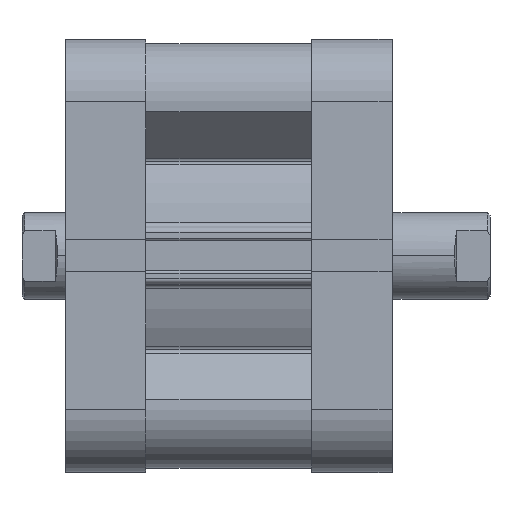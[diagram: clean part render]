
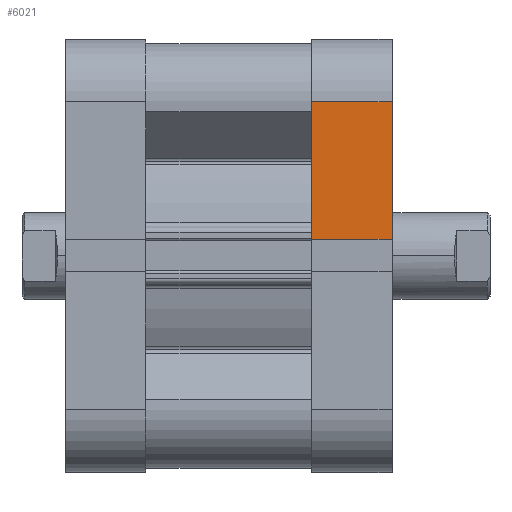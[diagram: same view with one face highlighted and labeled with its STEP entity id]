
A CAD part, top view. The second image highlights one B-rep face of the part: STEP entity #6021.
In plain terms, the highlighted planar face has unit normal (0, 0, 1).
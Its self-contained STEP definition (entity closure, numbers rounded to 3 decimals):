
#69 = VERTEX_POINT ( 'NONE', #3049 ) ;
#156 = VERTEX_POINT ( 'NONE', #3136 ) ;
#511 = EDGE_LOOP ( 'NONE', ( #746, #744, #742, #741 ) ) ;
#741 = ORIENTED_EDGE ( 'NONE', *, *, #1318, .T. ) ;
#742 = ORIENTED_EDGE ( 'NONE', *, *, #1301, .T. ) ;
#744 = ORIENTED_EDGE ( 'NONE', *, *, #1316, .T. ) ;
#746 = ORIENTED_EDGE ( 'NONE', *, *, #1317, .F. ) ;
#1301 = EDGE_CURVE ( 'NONE', #156, #69, #6451, .T. ) ;
#1316 = EDGE_CURVE ( 'NONE', #7766, #156, #6479, .T. ) ;
#1317 = EDGE_CURVE ( 'NONE', #7766, #7759, #6481, .T. ) ;
#1318 = EDGE_CURVE ( 'NONE', #69, #7759, #6483, .T. ) ;
#3049 = CARTESIAN_POINT ( 'NONE',  ( -27.821, -28.25, 39.75 ) ) ;
#3136 = CARTESIAN_POINT ( 'NONE',  ( -27.821, -2.97, 39.75 ) ) ;
#4526 = AXIS2_PLACEMENT_3D ( 'NONE', #5690, #5697, #5698 ) ;
#5127 = CARTESIAN_POINT ( 'NONE',  ( -27.821, 39.75, 39.75 ) ) ;
#5130 = DIRECTION ( 'NONE',  ( 0., -1., 0. ) ) ;
#5167 = CARTESIAN_POINT ( 'NONE',  ( -13.071, -2.97, 39.75 ) ) ;
#5168 = DIRECTION ( 'NONE',  ( -1., 0., 0. ) ) ;
#5169 = CARTESIAN_POINT ( 'NONE',  ( -13.071, 39.75, 39.75 ) ) ;
#5170 = DIRECTION ( 'NONE',  ( 0., -1., 0. ) ) ;
#5171 = CARTESIAN_POINT ( 'NONE',  ( -13.071, -28.25, 39.75 ) ) ;
#5172 = DIRECTION ( 'NONE',  ( 1., 0., 0. ) ) ;
#5690 = CARTESIAN_POINT ( 'NONE',  ( -13.071, 39.75, 39.75 ) ) ;
#5691 = PLANE ( 'NONE',  #4526 ) ;
#5697 = DIRECTION ( 'NONE',  ( 0., 0., -1. ) ) ;
#5698 = DIRECTION ( 'NONE',  ( 0., 1., 0. ) ) ;
#6021 = ADVANCED_FACE ( 'NONE', ( #6770 ), #5691, .F. ) ;
#6451 = LINE ( 'NONE', #5127, #6454 ) ;
#6454 = VECTOR ( 'NONE', #5130, 1000. ) ;
#6479 = LINE ( 'NONE', #5167, #6480 ) ;
#6480 = VECTOR ( 'NONE', #5168, 1000. ) ;
#6481 = LINE ( 'NONE', #5169, #6482 ) ;
#6482 = VECTOR ( 'NONE', #5170, 1000. ) ;
#6483 = LINE ( 'NONE', #5171, #6484 ) ;
#6484 = VECTOR ( 'NONE', #5172, 1000. ) ;
#6770 = FACE_OUTER_BOUND ( 'NONE', #511, .T. ) ;
#7441 = CARTESIAN_POINT ( 'NONE',  ( -13.071, -28.25, 39.75 ) ) ;
#7447 = CARTESIAN_POINT ( 'NONE',  ( -13.071, -2.97, 39.75 ) ) ;
#7759 = VERTEX_POINT ( 'NONE', #7441 ) ;
#7766 = VERTEX_POINT ( 'NONE', #7447 ) ;
